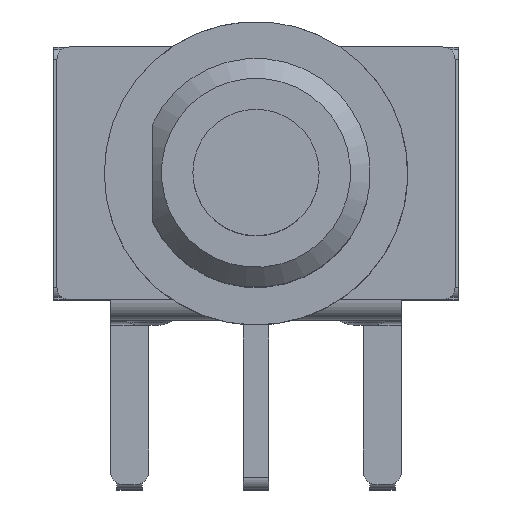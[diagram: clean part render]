
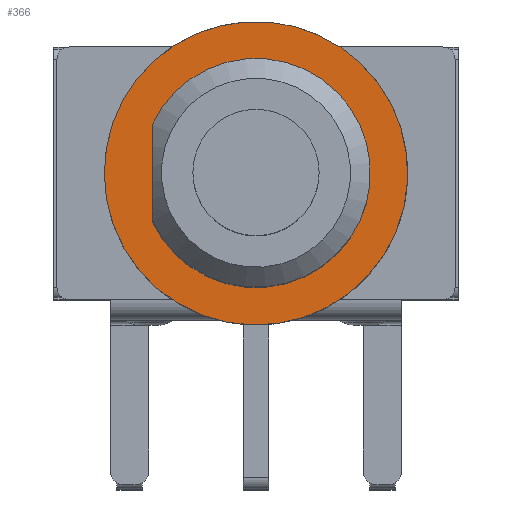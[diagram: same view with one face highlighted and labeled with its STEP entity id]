
A CAD part, top view. The second image highlights one B-rep face of the part: STEP entity #366.
In plain terms, the highlighted planar face has unit normal (0, 0, 1).
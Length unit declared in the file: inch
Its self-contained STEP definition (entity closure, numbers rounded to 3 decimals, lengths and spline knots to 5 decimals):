
#291=CARTESIAN_POINT('',(-0.08228,0.0378,0.3248));
#292=VERTEX_POINT('',#291);
#299=CARTESIAN_POINT('',(-0.08228,-0.0378,0.3248));
#300=VERTEX_POINT('',#299);
#301=CARTESIAN_POINT('',(-0.08228,-0.0378,0.3248));
#302=DIRECTION('',(0.0,1.0,0.0));
#303=VECTOR('',#302,0.0756);
#304=LINE('',#301,#303);
#305=EDGE_CURVE('',#300,#292,#304,.T.);
#335=CARTESIAN_POINT('',(0.0,0.0,0.3248));
#336=DIRECTION('',(0.0,0.0,-1.0));
#337=DIRECTION('',(0.909,0.417,0.0));
#338=AXIS2_PLACEMENT_3D('',#335,#336,#337);
#339=CIRCLE('',#338,0.09055);
#340=EDGE_CURVE('',#292,#300,#339,.T.);
#346=CARTESIAN_POINT('',(-0.13209,0.13209,0.3248));
#347=DIRECTION('',(0.0,0.0,-1.0));
#348=DIRECTION('',(-1.0,0.0,0.0));
#349=AXIS2_PLACEMENT_3D('',#346,#347,#348);
#350=PLANE('',#349);
#351=CARTESIAN_POINT('',(-0.12008,0.0,0.3248));
#352=VERTEX_POINT('',#351);
#353=CARTESIAN_POINT('',(0.0,0.0,0.3248));
#354=DIRECTION('',(0.0,0.0,-1.0));
#355=DIRECTION('',(1.0,0.0,0.0));
#356=AXIS2_PLACEMENT_3D('',#353,#354,#355);
#357=CIRCLE('',#356,0.12008);
#358=EDGE_CURVE('',#352,#352,#357,.T.);
#359=ORIENTED_EDGE('',*,*,#358,.F.);
#360=EDGE_LOOP('',(#359));
#361=FACE_OUTER_BOUND('',#360,.T.);
#362=ORIENTED_EDGE('',*,*,#305,.T.);
#363=ORIENTED_EDGE('',*,*,#340,.T.);
#364=EDGE_LOOP('',(#362,#363));
#365=FACE_BOUND('',#364,.T.);
#366=ADVANCED_FACE('',(#361,#365),#350,.F.);
